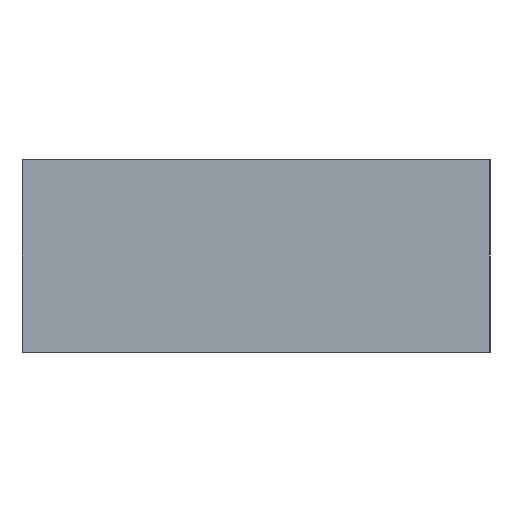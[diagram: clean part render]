
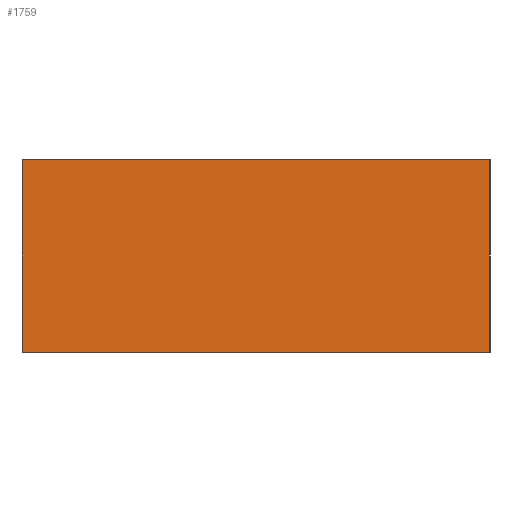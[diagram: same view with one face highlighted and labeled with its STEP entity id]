
A CAD part, left-side view. The second image highlights one B-rep face of the part: STEP entity #1759.
In plain terms, the highlighted planar face has unit normal (-1, 0, 0).
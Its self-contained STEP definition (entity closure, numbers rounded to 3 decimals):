
#1663=CARTESIAN_POINT('',(-3.994,135.826,78.225));
#1664=VERTEX_POINT('',#1663);
#1681=CARTESIAN_POINT('',(-3.994,135.826,22.225));
#1682=VERTEX_POINT('',#1681);
#1689=CARTESIAN_POINT('',(-3.994,135.826,22.225));
#1690=DIRECTION('',(0.,0.,1.));
#1691=VECTOR('',#1690,56.);
#1692=LINE('',#1689,#1691);
#1693=EDGE_CURVE('',#1682,#1664,#1692,.T.);
#1705=CARTESIAN_POINT('',(-3.994,-0.172,22.225));
#1706=VERTEX_POINT('',#1705);
#1721=CARTESIAN_POINT('',(-3.994,-0.172,78.225));
#1722=VERTEX_POINT('',#1721);
#1729=CARTESIAN_POINT('',(-3.994,-0.172,22.225));
#1730=DIRECTION('',(0.,0.,1.));
#1731=VECTOR('',#1730,56.);
#1732=LINE('',#1729,#1731);
#1733=EDGE_CURVE('',#1706,#1722,#1732,.T.);
#1738=CARTESIAN_POINT('',(-3.994,67.617,20.225));
#1739=DIRECTION('',(1.,0.,0.));
#1740=DIRECTION('',(0.,0.,-1.));
#1741=AXIS2_PLACEMENT_3D('',#1738,#1739,#1740);
#1742=PLANE('',#1741);
#1743=CARTESIAN_POINT('',(-3.994,-0.172,78.225));
#1744=DIRECTION('',(0.,1.,0.));
#1745=VECTOR('',#1744,135.998);
#1746=LINE('',#1743,#1745);
#1747=EDGE_CURVE('',#1722,#1664,#1746,.T.);
#1748=ORIENTED_EDGE('',*,*,#1747,.T.);
#1749=ORIENTED_EDGE('',*,*,#1693,.F.);
#1750=CARTESIAN_POINT('',(-3.994,-0.172,22.225));
#1751=DIRECTION('',(0.,1.,0.));
#1752=VECTOR('',#1751,135.998);
#1753=LINE('',#1750,#1752);
#1754=EDGE_CURVE('',#1706,#1682,#1753,.T.);
#1755=ORIENTED_EDGE('',*,*,#1754,.F.);
#1756=ORIENTED_EDGE('',*,*,#1733,.T.);
#1757=EDGE_LOOP('',(#1748,#1749,#1755,#1756));
#1758=FACE_BOUND('',#1757,.T.);
#1759=ADVANCED_FACE('',(#1758),#1742,.F.);
